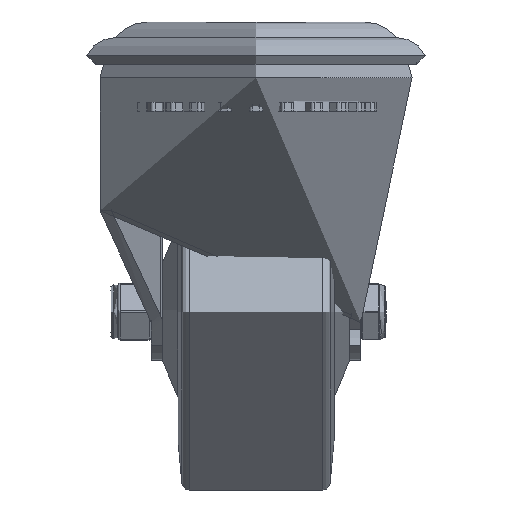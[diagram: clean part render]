
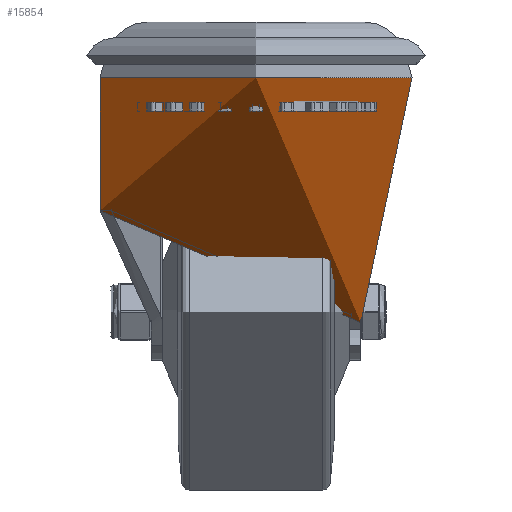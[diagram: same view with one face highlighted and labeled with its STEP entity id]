
A CAD part, left-side view. The second image highlights one B-rep face of the part: STEP entity #15854.
In plain terms, the highlighted cylindrical face has radius 35 mm (diameter 70 mm), a full revolution.
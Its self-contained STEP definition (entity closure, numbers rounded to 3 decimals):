
#384=B_SPLINE_CURVE_WITH_KNOTS('',3,(#23915,#23916,#23917,#23918,#23919,
#23920,#23921,#23922,#23923,#23924,#23925,#23926),.UNSPECIFIED.,.F.,.F.,
(4,2,2,2,2,4),(0.,0.051,0.101,0.203,
0.318,0.434),.UNSPECIFIED.);
#395=B_SPLINE_CURVE_WITH_KNOTS('',3,(#24120,#24121,#24122,#24123,#24124,
#24125,#24126,#24127,#24128,#24129,#24130,#24131,#24132,#24133,#24134,#24135,
#24136,#24137,#24138,#24139,#24140,#24141,#24142,#24143,#24144,#24145,#24146,
#24147,#24148,#24149,#24150,#24151,#24152,#24153,#24154,#24155,#24156,#24157,
#24158,#24159,#24160,#24161),.UNSPECIFIED.,.F.,.F.,(4,2,2,2,2,2,2,2,2,2,
2,2,2,2,2,2,2,2,2,2,4),(6.422,7.254,8.086,
8.917,9.749,10.397,11.045,11.693,
12.341,12.989,13.637,14.285,14.934,
15.765,16.597,17.429,18.26,19.198,
20.136,21.074,21.93),.UNSPECIFIED.);
#396=B_SPLINE_CURVE_WITH_KNOTS('',3,(#24163,#24164,#24165,#24166,#24167,
#24168,#24169,#24170,#24171,#24172,#24173,#24174),.UNSPECIFIED.,.F.,.F.,
(4,2,2,2,2,4),(-0.434,-0.318,-0.203,
-0.101,-0.051,0.),.UNSPECIFIED.);
#397=B_SPLINE_CURVE_WITH_KNOTS('',3,(#24177,#24178,#24179,#24180,#24181,
#24182,#24183,#24184,#24185,#24186),.UNSPECIFIED.,.F.,.F.,(4,2,2,2,4),(2.753,
3.609,4.547,5.485,6.422),
 .UNSPECIFIED.);
#1582=CYLINDRICAL_SURFACE('',#17256,35.);
#2166=LINE('',#23938,#3373);
#2189=LINE('',#24119,#3396);
#2190=LINE('',#24176,#3397);
#3373=VECTOR('',#19645,10.);
#3396=VECTOR('',#19688,35.);
#3397=VECTOR('',#19689,10.);
#4430=FACE_OUTER_BOUND('',#5390,.T.);
#5390=EDGE_LOOP('',(#12174,#12175,#12176,#12177,#12178,#12179,#12180,#12181,
#12182,#12183));
#6485=CIRCLE('',#17254,35.);
#6486=CIRCLE('',#17257,35.);
#7343=VERTEX_POINT('',#23912);
#7344=VERTEX_POINT('',#23914);
#7348=VERTEX_POINT('',#23937);
#7377=VERTEX_POINT('',#24100);
#7383=VERTEX_POINT('',#24116);
#7384=VERTEX_POINT('',#24118);
#7385=VERTEX_POINT('',#24162);
#7386=VERTEX_POINT('',#24175);
#9123=EDGE_CURVE('',#7343,#7344,#384,.F.);
#9129=EDGE_CURVE('',#7348,#7344,#2166,.T.);
#9161=EDGE_CURVE('',#7343,#7377,#6485,.T.);
#9168=EDGE_CURVE('',#7383,#7383,#6486,.T.);
#9169=EDGE_CURVE('',#7383,#7384,#2189,.T.);
#9170=EDGE_CURVE('',#7384,#7348,#395,.T.);
#9171=EDGE_CURVE('',#7385,#7377,#396,.F.);
#9172=EDGE_CURVE('',#7385,#7386,#2190,.T.);
#9173=EDGE_CURVE('',#7386,#7384,#397,.T.);
#12174=ORIENTED_EDGE('',*,*,#9168,.F.);
#12175=ORIENTED_EDGE('',*,*,#9169,.T.);
#12176=ORIENTED_EDGE('',*,*,#9170,.T.);
#12177=ORIENTED_EDGE('',*,*,#9129,.T.);
#12178=ORIENTED_EDGE('',*,*,#9123,.F.);
#12179=ORIENTED_EDGE('',*,*,#9161,.T.);
#12180=ORIENTED_EDGE('',*,*,#9171,.F.);
#12181=ORIENTED_EDGE('',*,*,#9172,.T.);
#12182=ORIENTED_EDGE('',*,*,#9173,.T.);
#12183=ORIENTED_EDGE('',*,*,#9169,.F.);
#15854=ADVANCED_FACE('',(#4430),#1582,.T.);
#17254=AXIS2_PLACEMENT_3D('',#24102,#19674,#19675);
#17256=AXIS2_PLACEMENT_3D('',#24115,#19684,#19685);
#17257=AXIS2_PLACEMENT_3D('',#24117,#19686,#19687);
#19645=DIRECTION('',(0.,0.,1.));
#19674=DIRECTION('center_axis',(0.,0.,1.));
#19675=DIRECTION('ref_axis',(0.,-1.,0.));
#19684=DIRECTION('center_axis',(0.,0.,1.));
#19685=DIRECTION('ref_axis',(0.,-1.,0.));
#19686=DIRECTION('center_axis',(0.,0.,1.));
#19687=DIRECTION('ref_axis',(0.,-1.,0.));
#19688=DIRECTION('',(0.,0.,-1.));
#19689=DIRECTION('',(0.,0.,-1.));
#23912=CARTESIAN_POINT('',(28.,-21.,-4.008));
#23914=CARTESIAN_POINT('',(25.937,-23.5,-6.508));
#23915=CARTESIAN_POINT('Ctrl Pts',(25.937,-23.5,-6.508));
#23916=CARTESIAN_POINT('Ctrl Pts',(25.937,-23.5,-6.339));
#23917=CARTESIAN_POINT('Ctrl Pts',(25.953,-23.483,-6.168));
#23918=CARTESIAN_POINT('Ctrl Pts',(26.016,-23.413,-5.833));
#23919=CARTESIAN_POINT('Ctrl Pts',(26.062,-23.361,-5.671));
#23920=CARTESIAN_POINT('Ctrl Pts',(26.239,-23.163,-5.211));
#23921=CARTESIAN_POINT('Ctrl Pts',(26.407,-22.972,-4.945));
#23922=CARTESIAN_POINT('Ctrl Pts',(26.782,-22.535,-4.507));
#23923=CARTESIAN_POINT('Ctrl Pts',(27.021,-22.25,-4.318));
#23924=CARTESIAN_POINT('Ctrl Pts',(27.514,-21.636,-4.068));
#23925=CARTESIAN_POINT('Ctrl Pts',(27.769,-21.308,-4.008));
#23926=CARTESIAN_POINT('Ctrl Pts',(28.,-21.,-4.008));
#23937=CARTESIAN_POINT('',(25.937,-23.5,-57.905));
#23938=CARTESIAN_POINT('',(25.937,-23.5,-66.511));
#24100=CARTESIAN_POINT('',(28.,21.,-4.008));
#24102=CARTESIAN_POINT('Origin',(0.,0.,-4.008));
#24115=CARTESIAN_POINT('Origin',(0.,0.,-66.511));
#24116=CARTESIAN_POINT('',(0.,35.,-3.009));
#24117=CARTESIAN_POINT('Origin',(0.,0.,-3.009));
#24118=CARTESIAN_POINT('',(0.,35.,-32.843));
#24119=CARTESIAN_POINT('',(0.,35.,-66.511));
#24120=CARTESIAN_POINT('Ctrl Pts',(0.,35.,-32.843));
#24121=CARTESIAN_POINT('Ctrl Pts',(-2.121,35.,-31.057));
#24122=CARTESIAN_POINT('Ctrl Pts',(-4.358,34.805,-29.231));
#24123=CARTESIAN_POINT('Ctrl Pts',(-8.903,33.928,-25.65));
#24124=CARTESIAN_POINT('Ctrl Pts',(-11.209,33.246,-23.894));
#24125=CARTESIAN_POINT('Ctrl Pts',(-15.716,31.368,-20.574));
#24126=CARTESIAN_POINT('Ctrl Pts',(-17.919,30.17,-19.007));
#24127=CARTESIAN_POINT('Ctrl Pts',(-22.053,27.295,-16.151));
#24128=CARTESIAN_POINT('Ctrl Pts',(-23.983,25.617,-14.862));
#24129=CARTESIAN_POINT('Ctrl Pts',(-27.044,22.306,-12.863));
#24130=CARTESIAN_POINT('Ctrl Pts',(-28.333,20.659,-12.039));
#24131=CARTESIAN_POINT('Ctrl Pts',(-30.643,17.046,-10.586));
#24132=CARTESIAN_POINT('Ctrl Pts',(-31.663,15.079,-9.957));
#24133=CARTESIAN_POINT('Ctrl Pts',(-33.319,10.946,-8.947));
#24134=CARTESIAN_POINT('Ctrl Pts',(-33.956,8.775,-8.564));
#24135=CARTESIAN_POINT('Ctrl Pts',(-34.796,4.382,-8.06));
#24136=CARTESIAN_POINT('Ctrl Pts',(-35.,2.16,-7.94));
#24137=CARTESIAN_POINT('Ctrl Pts',(-35.,-2.16,-7.94));
#24138=CARTESIAN_POINT('Ctrl Pts',(-34.796,-4.382,
-8.06));
#24139=CARTESIAN_POINT('Ctrl Pts',(-33.956,-8.775,
-8.564));
#24140=CARTESIAN_POINT('Ctrl Pts',(-33.319,-10.946,
-8.947));
#24141=CARTESIAN_POINT('Ctrl Pts',(-31.663,-15.079,-9.957));
#24142=CARTESIAN_POINT('Ctrl Pts',(-30.643,-17.046,
-10.586));
#24143=CARTESIAN_POINT('Ctrl Pts',(-28.333,-20.659,
-12.039));
#24144=CARTESIAN_POINT('Ctrl Pts',(-27.044,-22.306,
-12.863));
#24145=CARTESIAN_POINT('Ctrl Pts',(-23.983,-25.617,
-14.862));
#24146=CARTESIAN_POINT('Ctrl Pts',(-22.053,-27.295,-16.151));
#24147=CARTESIAN_POINT('Ctrl Pts',(-17.919,-30.17,-19.007));
#24148=CARTESIAN_POINT('Ctrl Pts',(-15.716,-31.368,-20.574));
#24149=CARTESIAN_POINT('Ctrl Pts',(-11.209,-33.246,
-23.894));
#24150=CARTESIAN_POINT('Ctrl Pts',(-8.903,-33.928,-25.65));
#24151=CARTESIAN_POINT('Ctrl Pts',(-4.358,-34.805,
-29.231));
#24152=CARTESIAN_POINT('Ctrl Pts',(-2.121,-35.,-31.057));
#24153=CARTESIAN_POINT('Ctrl Pts',(2.391,-35.,-34.856));
#24154=CARTESIAN_POINT('Ctrl Pts',(4.837,-34.752,-36.991));
#24155=CARTESIAN_POINT('Ctrl Pts',(9.67,-33.728,-41.371));
#24156=CARTESIAN_POINT('Ctrl Pts',(12.056,-32.953,-43.617));
#24157=CARTESIAN_POINT('Ctrl Pts',(16.624,-30.902,-48.075));
#24158=CARTESIAN_POINT('Ctrl Pts',(18.807,-29.625,-50.287));
#24159=CARTESIAN_POINT('Ctrl Pts',(22.677,-26.759,-54.338));
#24160=CARTESIAN_POINT('Ctrl Pts',(24.391,-25.206,-56.192));
#24161=CARTESIAN_POINT('Ctrl Pts',(25.937,-23.5,-57.905));
#24162=CARTESIAN_POINT('',(25.937,23.5,-6.508));
#24163=CARTESIAN_POINT('Ctrl Pts',(28.,21.,-4.008));
#24164=CARTESIAN_POINT('Ctrl Pts',(27.769,21.308,-4.008));
#24165=CARTESIAN_POINT('Ctrl Pts',(27.514,21.636,-4.068));
#24166=CARTESIAN_POINT('Ctrl Pts',(27.021,22.25,-4.318));
#24167=CARTESIAN_POINT('Ctrl Pts',(26.782,22.535,-4.507));
#24168=CARTESIAN_POINT('Ctrl Pts',(26.407,22.972,-4.945));
#24169=CARTESIAN_POINT('Ctrl Pts',(26.239,23.163,-5.211));
#24170=CARTESIAN_POINT('Ctrl Pts',(26.062,23.361,-5.671));
#24171=CARTESIAN_POINT('Ctrl Pts',(26.016,23.413,-5.833));
#24172=CARTESIAN_POINT('Ctrl Pts',(25.953,23.483,-6.168));
#24173=CARTESIAN_POINT('Ctrl Pts',(25.937,23.5,-6.339));
#24174=CARTESIAN_POINT('Ctrl Pts',(25.937,23.5,-6.508));
#24175=CARTESIAN_POINT('',(25.937,23.5,-57.905));
#24176=CARTESIAN_POINT('',(25.937,23.5,-66.511));
#24177=CARTESIAN_POINT('Ctrl Pts',(25.937,23.5,-57.905));
#24178=CARTESIAN_POINT('Ctrl Pts',(24.391,25.206,-56.192));
#24179=CARTESIAN_POINT('Ctrl Pts',(22.677,26.759,-54.338));
#24180=CARTESIAN_POINT('Ctrl Pts',(18.807,29.625,-50.287));
#24181=CARTESIAN_POINT('Ctrl Pts',(16.624,30.902,-48.075));
#24182=CARTESIAN_POINT('Ctrl Pts',(12.056,32.953,-43.617));
#24183=CARTESIAN_POINT('Ctrl Pts',(9.67,33.728,-41.371));
#24184=CARTESIAN_POINT('Ctrl Pts',(4.837,34.752,-36.991));
#24185=CARTESIAN_POINT('Ctrl Pts',(2.391,35.,-34.856));
#24186=CARTESIAN_POINT('Ctrl Pts',(0.,35.,-32.843));
